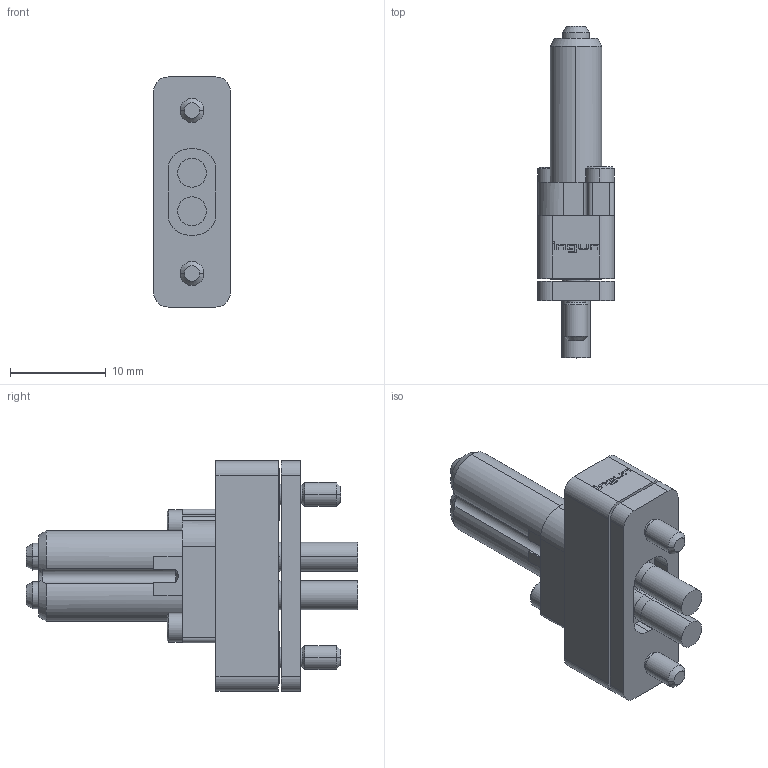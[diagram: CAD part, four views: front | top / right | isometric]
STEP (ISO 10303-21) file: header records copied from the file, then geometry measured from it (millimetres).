
FILE_DESCRIPTION (( 'STEP AP203' ), '1' );
FILE_NAME ('INGUN_HAS-807_HFM-2-S-VZ.STEP', '2023-03-08T06:10:04', ( '' ), ( '' ), 'SwSTEP 2.0', 'SolidWorks 2021', '' );
FILE_SCHEMA (( 'CONFIG_CONTROL_DESIGN' ));
Length unit declared in the file: millimetre
Products named in the file (1): INGUN_HAS-807_HFM-2-S-VZ
Bounding box: 8 x 34.6 x 24 mm (x, y, z)
Volume: 2344.2 mm3; surface area: 3271 mm2
Topology: 1 solids, 1 shells, 685 faces, 1810 edges, 1168 vertices
Faces by surface type: plane 347, cylinder 249, cone 47, torus 34, bspline 8
Entity records: 28325 total; most frequent: CARTESIAN_POINT 11342, DIRECTION 3628, ORIENTED_EDGE 3604, EDGE_CURVE 1802, AXIS2_PLACEMENT_3D 1380, VERTEX_POINT 1168, LINE 868, VECTOR 868
